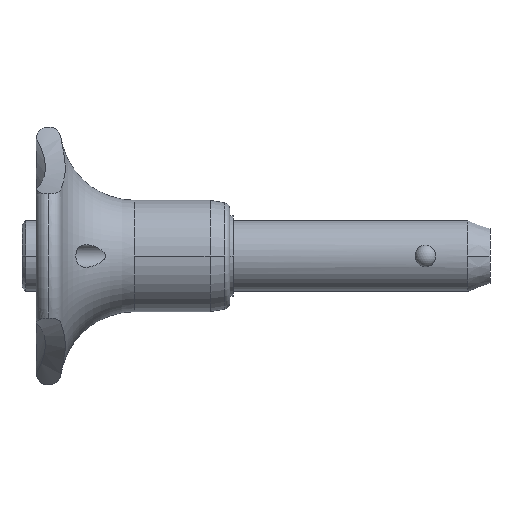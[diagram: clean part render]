
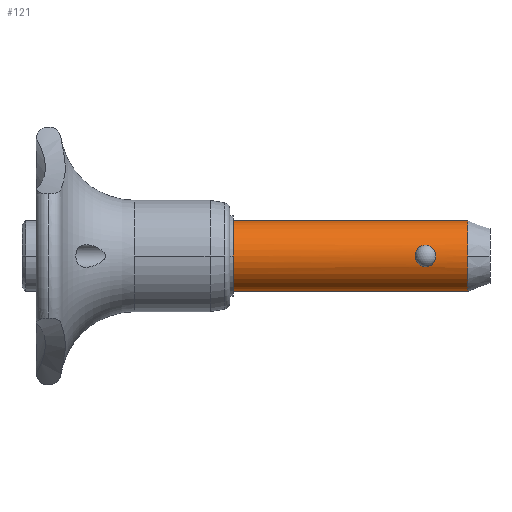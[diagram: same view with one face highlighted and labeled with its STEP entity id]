
A CAD part, left-side view. The second image highlights one B-rep face of the part: STEP entity #121.
In plain terms, the highlighted cylindrical face has radius 3.969 mm (diameter 7.938 mm), a partial arc.
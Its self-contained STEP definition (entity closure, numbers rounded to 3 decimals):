
#121=ADVANCED_FACE('',(#268,#269),#270,.T.);
#268=FACE_OUTER_BOUND('',#440,.T.);
#269=FACE_BOUND('',#441,.T.);
#270=CYLINDRICAL_SURFACE('',#442,3.969);
#440=EDGE_LOOP('',(#753,#754,#755,#756,#757));
#441=EDGE_LOOP('',(#758,#759));
#442=AXIS2_PLACEMENT_3D('',#760,#761,#762);
#753=ORIENTED_EDGE('',*,*,#1107,.F.);
#754=ORIENTED_EDGE('',*,*,#1174,.T.);
#755=ORIENTED_EDGE('',*,*,#1175,.T.);
#756=ORIENTED_EDGE('',*,*,#1109,.F.);
#757=ORIENTED_EDGE('',*,*,#1172,.F.);
#758=ORIENTED_EDGE('',*,*,#1176,.T.);
#759=ORIENTED_EDGE('',*,*,#1177,.T.);
#760=CARTESIAN_POINT('',(0.,-14.351,0.0));
#761=DIRECTION('',(0.,1.0,0.0));
#762=DIRECTION('',(0.0,0.0,-1.0));
#1107=EDGE_CURVE('',#1353,#1354,#1355,.T.);
#1109=EDGE_CURVE('',#1356,#1358,#1359,.T.);
#1172=EDGE_CURVE('',#1354,#1356,#1456,.T.);
#1174=EDGE_CURVE('',#1353,#1458,#1459,.T.);
#1175=EDGE_CURVE('',#1458,#1358,#1460,.T.);
#1176=EDGE_CURVE('',#1461,#1462,#1463,.T.);
#1177=EDGE_CURVE('',#1462,#1461,#1464,.T.);
#1353=VERTEX_POINT('',#2164);
#1354=VERTEX_POINT('',#2165);
#1355=LINE('',#2166,#2167);
#1356=VERTEX_POINT('',#2168);
#1358=VERTEX_POINT('',#2170);
#1359=LINE('',#2171,#2172);
#1456=CIRCLE('',#2768,3.969);
#1458=VERTEX_POINT('',#2770);
#1459=CIRCLE('',#2771,3.969);
#1460=CIRCLE('',#2772,3.969);
#1461=VERTEX_POINT('',#2773);
#1462=VERTEX_POINT('',#2774);
#1463=B_SPLINE_CURVE_WITH_KNOTS('',3,(#2775,#2776,#2777,#2778,#2779,#2780,#2781,#2782,#2783,#2784,#2785,#2786,#2787,#2788,#2789,#2790,#2791,#2792,#2793,#2794,#2795,#2796,#2797,#2798,#2799,#2800),.UNSPECIFIED.,.F.,.F.,(4,2,2,2,2,2,2,2,2,2,2,2,4),(0.0,0.401,0.802,0.988,1.174,1.485,1.795,2.106,2.416,2.603,2.789,3.19,3.59),.UNSPECIFIED.);
#1464=B_SPLINE_CURVE_WITH_KNOTS('',3,(#2801,#2802,#2803,#2804,#2805,#2806,#2807,#2808,#2809,#2810,#2811,#2812,#2813,#2814,#2815,#2816,#2817,#2818,#2819,#2820,#2821,#2822,#2823,#2824,#2825,#2826),.UNSPECIFIED.,.F.,.F.,(4,2,2,2,2,2,2,2,2,2,2,2,4),(3.59,3.991,4.392,4.578,4.764,5.075,5.386,5.696,6.007,6.193,6.379,6.78,7.181),.UNSPECIFIED.);
#2164=CARTESIAN_POINT('',(0.,-26.187,-3.969));
#2165=CARTESIAN_POINT('',(0.,0.0,-3.969));
#2166=CARTESIAN_POINT('',(0.,-14.351,-3.969));
#2167=VECTOR('',#3330,1.0);
#2168=CARTESIAN_POINT('',(0.,0.,3.969));
#2170=CARTESIAN_POINT('',(0.,-26.187,3.969));
#2171=CARTESIAN_POINT('',(0.,-14.351,3.969));
#2172=VECTOR('',#3334,1.0);
#2768=AXIS2_PLACEMENT_3D('',#3421,#3422,#3423);
#2770=CARTESIAN_POINT('',(-3.969,-26.187,0.));
#2771=AXIS2_PLACEMENT_3D('',#3424,#3425,#3426);
#2772=AXIS2_PLACEMENT_3D('',#3427,#3428,#3429);
#2773=CARTESIAN_POINT('',(-3.776,-21.484,1.222));
#2774=CARTESIAN_POINT('',(-3.776,-21.484,-1.222));
#2775=CARTESIAN_POINT('',(-3.776,-21.484,1.222));
#2776=CARTESIAN_POINT('',(-3.776,-21.617,1.222));
#2777=CARTESIAN_POINT('',(-3.784,-21.76,1.197));
#2778=CARTESIAN_POINT('',(-3.815,-22.024,1.095));
#2779=CARTESIAN_POINT('',(-3.837,-22.146,1.018));
#2780=CARTESIAN_POINT('',(-3.868,-22.289,0.889));
#2781=CARTESIAN_POINT('',(-3.879,-22.336,0.841));
#2782=CARTESIAN_POINT('',(-3.9,-22.419,0.736));
#2783=CARTESIAN_POINT('',(-3.911,-22.456,0.68));
#2784=CARTESIAN_POINT('',(-3.933,-22.537,0.536));
#2785=CARTESIAN_POINT('',(-3.947,-22.579,0.432));
#2786=CARTESIAN_POINT('',(-3.964,-22.635,0.216));
#2787=CARTESIAN_POINT('',(-3.969,-22.648,0.104));
#2788=CARTESIAN_POINT('',(-3.969,-22.648,-0.104));
#2789=CARTESIAN_POINT('',(-3.964,-22.635,-0.216));
#2790=CARTESIAN_POINT('',(-3.947,-22.579,-0.432));
#2791=CARTESIAN_POINT('',(-3.933,-22.537,-0.536));
#2792=CARTESIAN_POINT('',(-3.911,-22.456,-0.68));
#2793=CARTESIAN_POINT('',(-3.9,-22.419,-0.736));
#2794=CARTESIAN_POINT('',(-3.879,-22.336,-0.841));
#2795=CARTESIAN_POINT('',(-3.868,-22.289,-0.889));
#2796=CARTESIAN_POINT('',(-3.837,-22.146,-1.018));
#2797=CARTESIAN_POINT('',(-3.815,-22.024,-1.095));
#2798=CARTESIAN_POINT('',(-3.784,-21.76,-1.197));
#2799=CARTESIAN_POINT('',(-3.776,-21.617,-1.222));
#2800=CARTESIAN_POINT('',(-3.776,-21.484,-1.222));
#2801=CARTESIAN_POINT('',(-3.776,-21.484,-1.222));
#2802=CARTESIAN_POINT('',(-3.776,-21.35,-1.222));
#2803=CARTESIAN_POINT('',(-3.784,-21.208,-1.197));
#2804=CARTESIAN_POINT('',(-3.815,-20.944,-1.095));
#2805=CARTESIAN_POINT('',(-3.837,-20.822,-1.018));
#2806=CARTESIAN_POINT('',(-3.868,-20.678,-0.889));
#2807=CARTESIAN_POINT('',(-3.879,-20.632,-0.841));
#2808=CARTESIAN_POINT('',(-3.9,-20.548,-0.736));
#2809=CARTESIAN_POINT('',(-3.911,-20.511,-0.68));
#2810=CARTESIAN_POINT('',(-3.933,-20.431,-0.536));
#2811=CARTESIAN_POINT('',(-3.947,-20.388,-0.432));
#2812=CARTESIAN_POINT('',(-3.964,-20.333,-0.216));
#2813=CARTESIAN_POINT('',(-3.969,-20.32,-0.104));
#2814=CARTESIAN_POINT('',(-3.969,-20.32,0.104));
#2815=CARTESIAN_POINT('',(-3.964,-20.333,0.216));
#2816=CARTESIAN_POINT('',(-3.947,-20.388,0.432));
#2817=CARTESIAN_POINT('',(-3.933,-20.431,0.536));
#2818=CARTESIAN_POINT('',(-3.911,-20.511,0.68));
#2819=CARTESIAN_POINT('',(-3.9,-20.548,0.736));
#2820=CARTESIAN_POINT('',(-3.879,-20.632,0.841));
#2821=CARTESIAN_POINT('',(-3.868,-20.678,0.889));
#2822=CARTESIAN_POINT('',(-3.837,-20.822,1.018));
#2823=CARTESIAN_POINT('',(-3.815,-20.944,1.095));
#2824=CARTESIAN_POINT('',(-3.784,-21.208,1.197));
#2825=CARTESIAN_POINT('',(-3.776,-21.35,1.222));
#2826=CARTESIAN_POINT('',(-3.776,-21.484,1.222));
#3330=DIRECTION('',(0.,1.0,0.0));
#3334=DIRECTION('',(0.,-1.0,-0.0));
#3421=CARTESIAN_POINT('',(0.,0.0,0.0));
#3422=DIRECTION('',(0.,1.0,0.0));
#3423=DIRECTION('',(0.0,0.0,-1.0));
#3424=CARTESIAN_POINT('',(0.,-26.187,0.0));
#3425=DIRECTION('',(0.,1.0,0.));
#3426=DIRECTION('',(0.,0.,-1.0));
#3427=CARTESIAN_POINT('',(0.,-26.187,0.0));
#3428=DIRECTION('',(0.,1.0,0.));
#3429=DIRECTION('',(0.,0.,-1.0));
